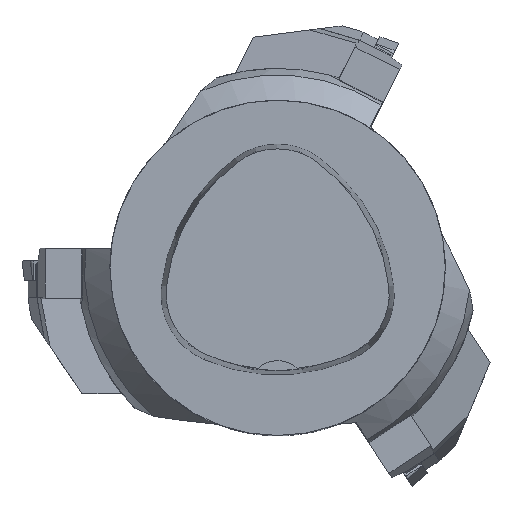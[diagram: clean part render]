
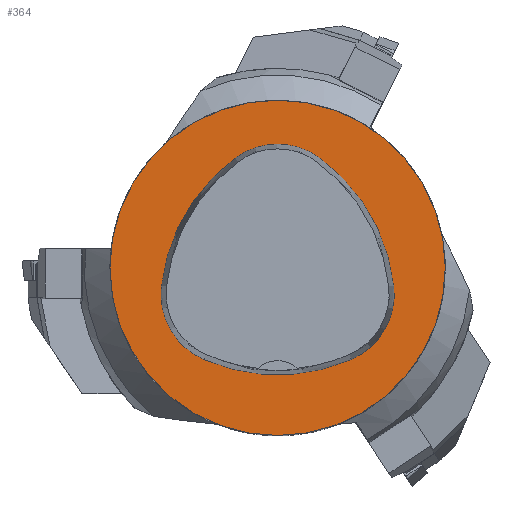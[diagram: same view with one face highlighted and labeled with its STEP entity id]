
A CAD part, top view. The second image highlights one B-rep face of the part: STEP entity #364.
In plain terms, the highlighted planar face has unit normal (0, 0, 1).
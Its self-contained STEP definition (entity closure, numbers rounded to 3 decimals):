
#172=PLANE('',#2014);
#364=ADVANCED_FACE('',(#523,#524),#172,.T.);
#466=CIRCLE('',#1980,40.);
#470=CIRCLE('',#1992,44.);
#472=CIRCLE('',#1995,17.);
#474=CIRCLE('',#1998,44.);
#476=CIRCLE('',#2001,17.);
#480=CIRCLE('',#2006,44.);
#482=CIRCLE('',#2009,17.);
#523=FACE_BOUND('',#566,.T.);
#524=FACE_BOUND('',#567,.T.);
#566=EDGE_LOOP('',(#758,#759,#760,#761,#762,#763));
#567=EDGE_LOOP('',(#764));
#758=ORIENTED_EDGE('',*,*,#1378,.T.);
#759=ORIENTED_EDGE('',*,*,#1358,.T.);
#760=ORIENTED_EDGE('',*,*,#1362,.T.);
#761=ORIENTED_EDGE('',*,*,#1365,.T.);
#762=ORIENTED_EDGE('',*,*,#1368,.T.);
#763=ORIENTED_EDGE('',*,*,#1376,.T.);
#764=ORIENTED_EDGE('',*,*,#1342,.F.);
#1180=VERTEX_POINT('',#2727);
#1196=VERTEX_POINT('',#2760);
#1197=VERTEX_POINT('',#2761);
#1200=VERTEX_POINT('',#2769);
#1202=VERTEX_POINT('',#2775);
#1204=VERTEX_POINT('',#2781);
#1211=VERTEX_POINT('',#2802);
#1342=EDGE_CURVE('',#1180,#1180,#466,.T.);
#1358=EDGE_CURVE('',#1196,#1197,#470,.T.);
#1362=EDGE_CURVE('',#1197,#1200,#472,.T.);
#1365=EDGE_CURVE('',#1200,#1202,#474,.T.);
#1368=EDGE_CURVE('',#1202,#1204,#476,.T.);
#1376=EDGE_CURVE('',#1204,#1211,#480,.T.);
#1378=EDGE_CURVE('',#1211,#1196,#482,.T.);
#1980=AXIS2_PLACEMENT_3D('',#2726,#2189,#2190);
#1992=AXIS2_PLACEMENT_3D('',#2759,#2218,#2219);
#1995=AXIS2_PLACEMENT_3D('',#2768,#2226,#2227);
#1998=AXIS2_PLACEMENT_3D('',#2774,#2233,#2234);
#2001=AXIS2_PLACEMENT_3D('',#2780,#2240,#2241);
#2006=AXIS2_PLACEMENT_3D('',#2803,#2252,#2253);
#2009=AXIS2_PLACEMENT_3D('',#2806,#2258,#2259);
#2014=AXIS2_PLACEMENT_3D('',#2811,#2268,#2269);
#2189=DIRECTION('',(0.,0.,-1.));
#2190=DIRECTION('',(-1.,0.,0.));
#2218=DIRECTION('',(0.,0.,-1.));
#2219=DIRECTION('',(-1.,0.,0.));
#2226=DIRECTION('',(0.,0.,-1.));
#2227=DIRECTION('',(-1.,0.,0.));
#2233=DIRECTION('',(0.,0.,-1.));
#2234=DIRECTION('',(-1.,0.,0.));
#2240=DIRECTION('',(0.,0.,-1.));
#2241=DIRECTION('',(-1.,0.,0.));
#2252=DIRECTION('',(0.,0.,-1.));
#2253=DIRECTION('',(-1.,0.,0.));
#2258=DIRECTION('',(0.,0.,-1.));
#2259=DIRECTION('',(-1.,0.,0.));
#2268=DIRECTION('',(0.,0.,1.));
#2269=DIRECTION('',(1.,0.,0.));
#2726=CARTESIAN_POINT('',(0.,0.,0.));
#2727=CARTESIAN_POINT('',(-40.,0.,0.));
#2759=CARTESIAN_POINT('',(16.01,-9.224,0.));
#2760=CARTESIAN_POINT('',(-27.722,-4.378,0.));
#2761=CARTESIAN_POINT('',(-10.119,26.178,0.));
#2768=CARTESIAN_POINT('',(-0.023,12.5,0.));
#2769=CARTESIAN_POINT('',(10.049,26.194,0.));
#2774=CARTESIAN_POINT('',(-16.021,-9.25,0.));
#2775=CARTESIAN_POINT('',(27.71,-4.394,0.));
#2780=CARTESIAN_POINT('',(10.814,-6.27,0.));
#2781=CARTESIAN_POINT('',(17.611,-21.852,0.));
#2802=CARTESIAN_POINT('',(-17.652,-21.819,0.));
#2803=CARTESIAN_POINT('',(0.017,18.477,0.));
#2806=CARTESIAN_POINT('',(-10.825,-6.25,0.));
#2811=CARTESIAN_POINT('',(0.,0.,0.));
